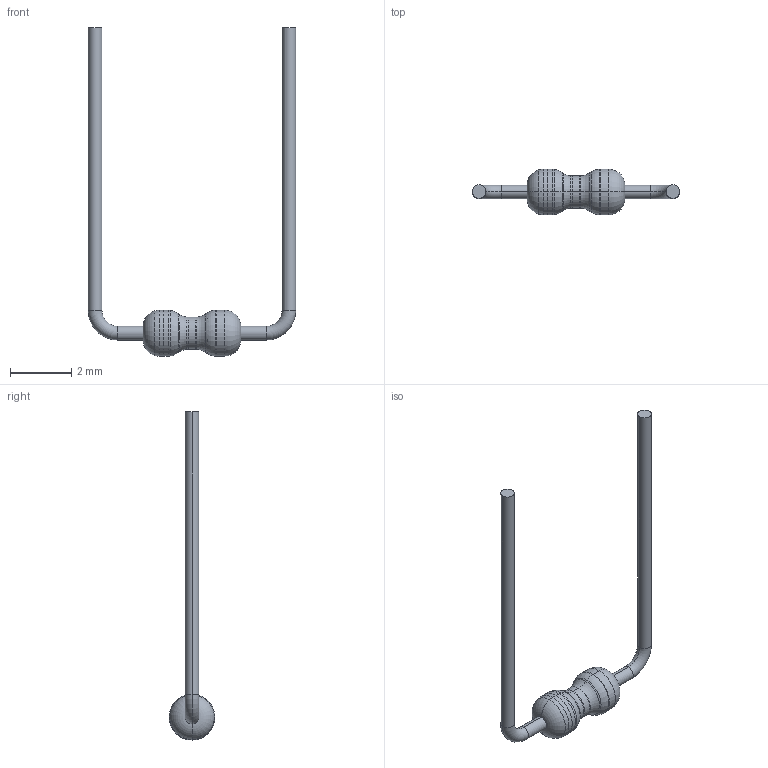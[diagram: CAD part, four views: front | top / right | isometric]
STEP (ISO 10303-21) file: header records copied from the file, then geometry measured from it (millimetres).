
FILE_DESCRIPTION (( 'STEP AP214' ), '1' );
FILE_NAME ('RES0W125_OR_0W25S_MODEL_update.STEP', '2016-08-08T13:15:46', ( 'NgocHoang' ), ( '' ), 'SwSTEP 2.0', 'SolidWorks 2010', '' );
FILE_SCHEMA (( 'AUTOMOTIVE_DESIGN' ));
Length unit declared in the file: millimetre
Products named in the file (3): RES0W125_L3M2xD1M5; RES0W125_OR_0W25S_MODEL_update; RES0W125_L10MxD0M45_PIN
Assembly tree (2 placements, depth 2):
  RES0W125_OR_0W25S_MODEL_update
    RES0W125_L10MxD0M45_PIN
    RES0W125_L3M2xD1M5
Bounding box: 6.8 x 1.5 x 10.75 mm (x, y, z)
Volume: 7.9 mm3; surface area: 56.2 mm2
Topology: 2 solids, 2 shells, 48 faces, 94 edges, 48 vertices
Faces by surface type: torus 28, cylinder 18, plane 2
Entity records: 1688 total; most frequent: DIRECTION 276, CARTESIAN_POINT 195, ORIENTED_EDGE 188, AXIS2_PLACEMENT_3D 129, EDGE_CURVE 94, CIRCLE 76, ADVANCED_FACE 48, EDGE_LOOP 48
